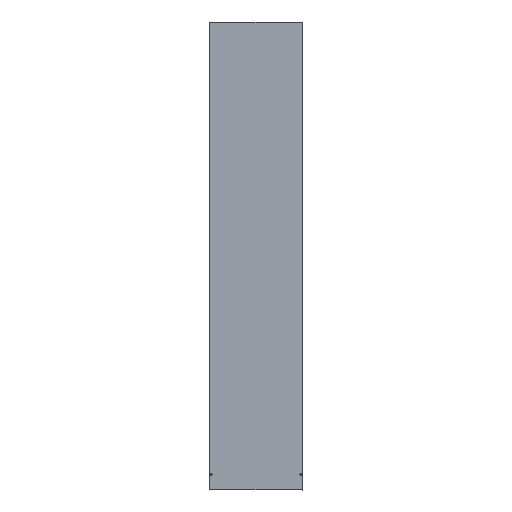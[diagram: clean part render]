
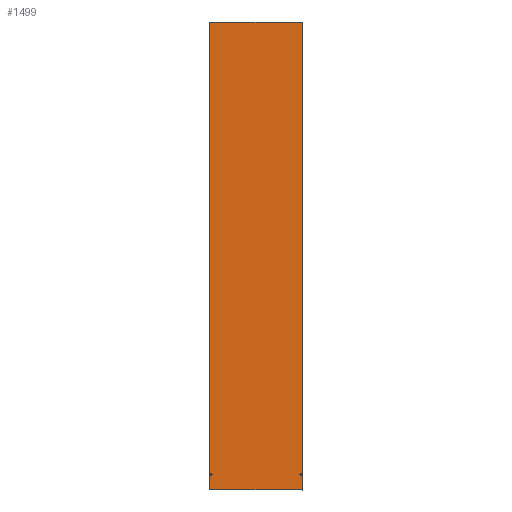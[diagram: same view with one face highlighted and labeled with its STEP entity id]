
A CAD part, front view. The second image highlights one B-rep face of the part: STEP entity #1499.
In plain terms, the highlighted planar face has unit normal (0, -1, 0).
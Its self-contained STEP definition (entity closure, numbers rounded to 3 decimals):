
#34 = VERTEX_POINT ( 'NONE', #1399 ) ;
#36 = CIRCLE ( 'NONE', #154, 5. ) ;
#75 = CIRCLE ( 'NONE', #1058, 5. ) ;
#81 = EDGE_CURVE ( 'NONE', #683, #461, #36, .T. ) ;
#89 = ORIENTED_EDGE ( 'NONE', *, *, #395, .F. ) ;
#100 = CARTESIAN_POINT ( 'NONE',  ( -297.25, -0.75, 3000. ) ) ;
#134 = CARTESIAN_POINT ( 'NONE',  ( 287., -0.75, 105. ) ) ;
#149 = DIRECTION ( 'NONE',  ( 0., 0., 1. ) ) ;
#154 = AXIS2_PLACEMENT_3D ( 'NONE', #1171, #591, #1062 ) ;
#160 = VERTEX_POINT ( 'NONE', #1197 ) ;
#190 = LINE ( 'NONE', #672, #408 ) ;
#279 = EDGE_LOOP ( 'NONE', ( #314, #1324 ) ) ;
#314 = ORIENTED_EDGE ( 'NONE', *, *, #1274, .T. ) ;
#329 = AXIS2_PLACEMENT_3D ( 'NONE', #1463, #1348, #1242 ) ;
#335 = DIRECTION ( 'NONE',  ( 1., 0., 0. ) ) ;
#364 = PLANE ( 'NONE',  #1308 ) ;
#395 = EDGE_CURVE ( 'NONE', #534, #1451, #784, .T. ) ;
#401 = EDGE_LOOP ( 'NONE', ( #1241, #1094 ) ) ;
#408 = VECTOR ( 'NONE', #335, 1000. ) ;
#444 = DIRECTION ( 'NONE',  ( 0., 0., -1. ) ) ;
#461 = VERTEX_POINT ( 'NONE', #901 ) ;
#469 = DIRECTION ( 'NONE',  ( 1., 0., 0. ) ) ;
#496 = EDGE_CURVE ( 'NONE', #534, #160, #584, .T. ) ;
#502 = CARTESIAN_POINT ( 'NONE',  ( 297.25, -0.75, 3000. ) ) ;
#511 = VECTOR ( 'NONE', #469, 1000. ) ;
#522 = CARTESIAN_POINT ( 'NONE',  ( 287., -0.75, 95. ) ) ;
#534 = VERTEX_POINT ( 'NONE', #918 ) ;
#567 = FACE_OUTER_BOUND ( 'NONE', #949, .T. ) ;
#584 = LINE ( 'NONE', #1293, #511 ) ;
#591 = DIRECTION ( 'NONE',  ( 0., 1., 0. ) ) ;
#599 = DIRECTION ( 'NONE',  ( 0., 0., -1. ) ) ;
#603 = EDGE_CURVE ( 'NONE', #34, #160, #1329, .T. ) ;
#666 = DIRECTION ( 'NONE',  ( 0., 0., -1. ) ) ;
#672 = CARTESIAN_POINT ( 'NONE',  ( -299., -0.75, 3000. ) ) ;
#683 = VERTEX_POINT ( 'NONE', #1180 ) ;
#749 = VERTEX_POINT ( 'NONE', #522 ) ;
#775 = AXIS2_PLACEMENT_3D ( 'NONE', #1243, #782, #666 ) ;
#782 = DIRECTION ( 'NONE',  ( 0., 1., 0. ) ) ;
#784 = LINE ( 'NONE', #100, #1028 ) ;
#840 = CIRCLE ( 'NONE', #329, 5. ) ;
#841 = CIRCLE ( 'NONE', #775, 5. ) ;
#871 = EDGE_CURVE ( 'NONE', #1114, #749, #840, .T. ) ;
#901 = CARTESIAN_POINT ( 'NONE',  ( -287., -0.75, 95. ) ) ;
#918 = CARTESIAN_POINT ( 'NONE',  ( -297.25, -0.75, 0. ) ) ;
#949 = EDGE_LOOP ( 'NONE', ( #1335, #1394, #89, #1107 ) ) ;
#994 = VECTOR ( 'NONE', #599, 1000. ) ;
#1026 = CARTESIAN_POINT ( 'NONE',  ( -287., -0.75, 100. ) ) ;
#1028 = VECTOR ( 'NONE', #1131, 1000. ) ;
#1058 = AXIS2_PLACEMENT_3D ( 'NONE', #1026, #1387, #444 ) ;
#1062 = DIRECTION ( 'NONE',  ( 0., 0., -1. ) ) ;
#1094 = ORIENTED_EDGE ( 'NONE', *, *, #81, .T. ) ;
#1107 = ORIENTED_EDGE ( 'NONE', *, *, #496, .T. ) ;
#1114 = VERTEX_POINT ( 'NONE', #134 ) ;
#1131 = DIRECTION ( 'NONE',  ( 0., 0., 1. ) ) ;
#1139 = CARTESIAN_POINT ( 'NONE',  ( -297.25, -0.75, 3000. ) ) ;
#1171 = CARTESIAN_POINT ( 'NONE',  ( -287., -0.75, 100. ) ) ;
#1173 = DIRECTION ( 'NONE',  ( 0., 1., 0. ) ) ;
#1180 = CARTESIAN_POINT ( 'NONE',  ( -287., -0.75, 105. ) ) ;
#1197 = CARTESIAN_POINT ( 'NONE',  ( 297.25, -0.75, 0. ) ) ;
#1241 = ORIENTED_EDGE ( 'NONE', *, *, #1371, .T. ) ;
#1242 = DIRECTION ( 'NONE',  ( 0., 0., -1. ) ) ;
#1243 = CARTESIAN_POINT ( 'NONE',  ( 287., -0.75, 100. ) ) ;
#1274 = EDGE_CURVE ( 'NONE', #749, #1114, #841, .T. ) ;
#1293 = CARTESIAN_POINT ( 'NONE',  ( -297.25, -0.75, 0. ) ) ;
#1300 = FACE_BOUND ( 'NONE', #401, .T. ) ;
#1308 = AXIS2_PLACEMENT_3D ( 'NONE', #1396, #1173, #149 ) ;
#1314 = FACE_BOUND ( 'NONE', #279, .T. ) ;
#1324 = ORIENTED_EDGE ( 'NONE', *, *, #871, .T. ) ;
#1329 = LINE ( 'NONE', #502, #994 ) ;
#1335 = ORIENTED_EDGE ( 'NONE', *, *, #603, .F. ) ;
#1348 = DIRECTION ( 'NONE',  ( 0., 1., 0. ) ) ;
#1371 = EDGE_CURVE ( 'NONE', #461, #683, #75, .T. ) ;
#1387 = DIRECTION ( 'NONE',  ( 0., 1., 0. ) ) ;
#1394 = ORIENTED_EDGE ( 'NONE', *, *, #1439, .F. ) ;
#1396 = CARTESIAN_POINT ( 'NONE',  ( -298.25, -0.75, 3000. ) ) ;
#1399 = CARTESIAN_POINT ( 'NONE',  ( 297.25, -0.75, 3000. ) ) ;
#1439 = EDGE_CURVE ( 'NONE', #1451, #34, #190, .T. ) ;
#1451 = VERTEX_POINT ( 'NONE', #1139 ) ;
#1463 = CARTESIAN_POINT ( 'NONE',  ( 287., -0.75, 100. ) ) ;
#1499 = ADVANCED_FACE ( 'NONE', ( #567, #1300, #1314 ), #364, .F. ) ;
